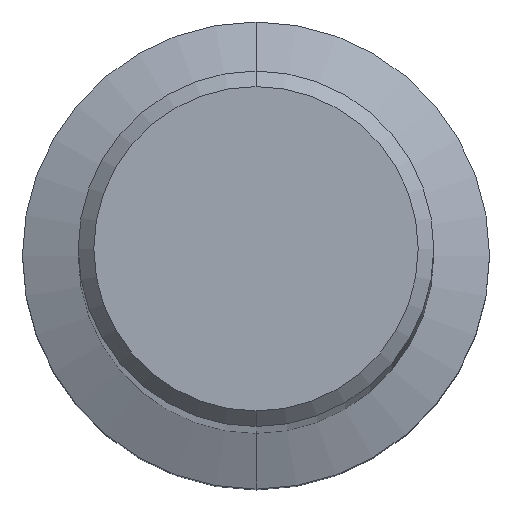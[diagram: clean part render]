
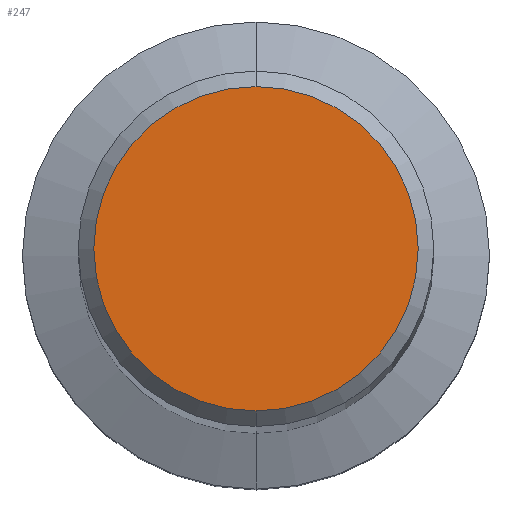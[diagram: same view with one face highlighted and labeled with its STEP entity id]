
A CAD part, top view. The second image highlights one B-rep face of the part: STEP entity #247.
In plain terms, the highlighted planar face has unit normal (0, 0, 1).
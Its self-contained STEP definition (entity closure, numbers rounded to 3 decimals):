
#151=VERTEX_POINT('',#353);
#181=VERTEX_POINT('',#383);
#225=EDGE_CURVE('',#181,#151,#432,.T.);
#247=ADVANCED_FACE('',(#458),#459,.T.);
#285=EDGE_CURVE('',#151,#181,#505,.T.);
#353=CARTESIAN_POINT('',(0.,-6.25,0.0));
#383=CARTESIAN_POINT('',(0.0,6.25,0.0));
#432=CIRCLE('',#683,6.25);
#458=FACE_OUTER_BOUND('',#715,.T.);
#459=PLANE('',#716);
#505=CIRCLE('',#774,6.25);
#683=AXIS2_PLACEMENT_3D('',#910,#911,#912);
#715=EDGE_LOOP('',(#954,#955));
#716=AXIS2_PLACEMENT_3D('',#956,#957,#958);
#774=AXIS2_PLACEMENT_3D('',#1027,#1028,#1029);
#910=CARTESIAN_POINT('',(0.0,0.0,0.0));
#911=DIRECTION('',(0.0,0.0,-1.0));
#912=DIRECTION('',(0.0,1.0,0.0));
#954=ORIENTED_EDGE('',*,*,#225,.F.);
#955=ORIENTED_EDGE('',*,*,#285,.F.);
#956=CARTESIAN_POINT('',(0.0,3.125,0.0));
#957=DIRECTION('',(-0.0,0.0,1.0));
#958=DIRECTION('',(0.0,-1.0,0.0));
#1027=CARTESIAN_POINT('',(0.0,0.0,0.0));
#1028=DIRECTION('',(0.0,0.0,-1.0));
#1029=DIRECTION('',(0.0,1.0,0.0));
